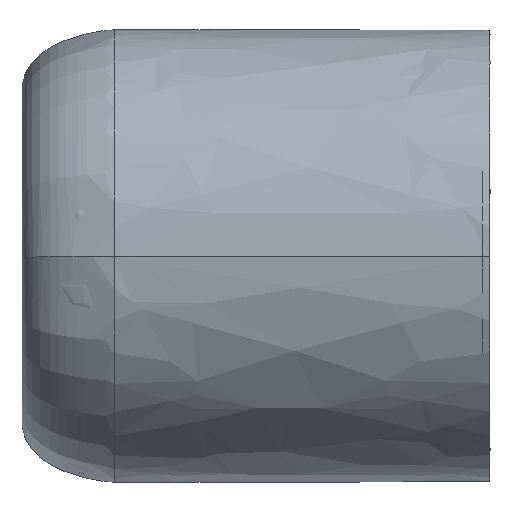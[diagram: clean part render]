
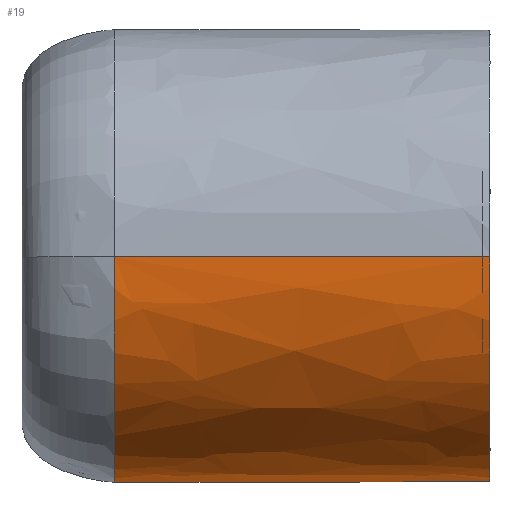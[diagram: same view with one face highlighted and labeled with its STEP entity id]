
A CAD part, top view. The second image highlights one B-rep face of the part: STEP entity #19.
In plain terms, the highlighted free-form (B-spline) face has degree [2, 3] with [5, 4] control points.
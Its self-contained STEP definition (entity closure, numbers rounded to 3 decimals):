
#19=ADVANCED_FACE('',(#47),#448,.T.);
#47=FACE_OUTER_BOUND('',#75,.T.);
#75=EDGE_LOOP('',(#109,#110,#111,#112,#113,#114));
#109=ORIENTED_EDGE('',*,*,#302,.T.);
#110=ORIENTED_EDGE('',*,*,#306,.T.);
#111=ORIENTED_EDGE('',*,*,#303,.T.);
#112=ORIENTED_EDGE('',*,*,#260,.F.);
#113=ORIENTED_EDGE('',*,*,#258,.F.);
#114=ORIENTED_EDGE('',*,*,#259,.T.);
#258=EDGE_CURVE('',#406,#405,#360,.T.);
#259=EDGE_CURVE('',#406,#427,#361,.T.);
#260=EDGE_CURVE('',#405,#430,#362,.T.);
#302=EDGE_CURVE('',#427,#428,#384,.T.);
#303=EDGE_CURVE('',#429,#430,#385,.T.);
#306=EDGE_CURVE('',#428,#429,#344,.T.);
#344=B_SPLINE_CURVE_WITH_KNOTS('',3,(#3916,#3917,#3918,#3919,#3920,#3921,
#3922,#3923,#3924,#3925,#3926,#3927,#3928,#3929,#3930,#3931,#3932,#3933,
#3934,#3935,#3936,#3937,#3938,#3939,#3940,#3941,#3942,#3943,#3944,#3945,
#3946,#3947,#3948,#3949,#3950,#3951,#3952,#3953,#3954,#3955,#3956,#3957,
#3958),.UNSPECIFIED.,.F.,.F.,(4,2,2,2,2,2,2,2,2,2,3,2,2,2,2,2,2,2,2,2,4),
(1.354,18.25,35.133,51.973,60.387,
68.801,85.608,102.421,119.296,127.728,
136.162,144.594,153.024,169.894,186.702,
203.504,211.914,220.325,237.158,254.033,
270.921),.UNSPECIFIED.);
#360=(
BOUNDED_CURVE()
B_SPLINE_CURVE(3,(#3219,#3220,#3221,#3222),.UNSPECIFIED.,.F.,.F.)
B_SPLINE_CURVE_WITH_KNOTS((4,4),(-1634.04,-1629.237),
 .UNSPECIFIED.)
CURVE()
GEOMETRIC_REPRESENTATION_ITEM()
RATIONAL_B_SPLINE_CURVE((1.,1.,1.,1.))
REPRESENTATION_ITEM('')
);
#361=(
BOUNDED_CURVE()
B_SPLINE_CURVE(2,(#3223,#3224,#3225,#3226,#3227),.UNSPECIFIED.,.F.,.F.)
B_SPLINE_CURVE_WITH_KNOTS((3,2,3),(0.,226.79,453.58),
 .UNSPECIFIED.)
CURVE()
GEOMETRIC_REPRESENTATION_ITEM()
RATIONAL_B_SPLINE_CURVE((1.,0.707,1.,0.707,1.))
REPRESENTATION_ITEM('')
);
#362=(
BOUNDED_CURVE()
B_SPLINE_CURVE(2,(#3228,#3229,#3230,#3231,#3232),.UNSPECIFIED.,.F.,.F.)
B_SPLINE_CURVE_WITH_KNOTS((3,2,3),(0.,226.79,453.58),
 .UNSPECIFIED.)
CURVE()
GEOMETRIC_REPRESENTATION_ITEM()
RATIONAL_B_SPLINE_CURVE((1.,0.707,1.,0.707,1.))
REPRESENTATION_ITEM('')
);
#384=(
BOUNDED_CURVE()
B_SPLINE_CURVE(3,(#3899,#3900,#3901,#3902),.UNSPECIFIED.,.F.,.F.)
B_SPLINE_CURVE_WITH_KNOTS((4,4),(-1634.04,-1633.772),
 .UNSPECIFIED.)
CURVE()
GEOMETRIC_REPRESENTATION_ITEM()
RATIONAL_B_SPLINE_CURVE((1.,1.,1.,1.))
REPRESENTATION_ITEM('')
);
#385=(
BOUNDED_CURVE()
B_SPLINE_CURVE(3,(#3903,#3904,#3905,#3906),.UNSPECIFIED.,.F.,.F.)
B_SPLINE_CURVE_WITH_KNOTS((4,4),(-1630.391,-1629.237),
 .UNSPECIFIED.)
CURVE()
GEOMETRIC_REPRESENTATION_ITEM()
RATIONAL_B_SPLINE_CURVE((1.,1.,1.,1.))
REPRESENTATION_ITEM('')
);
#405=VERTEX_POINT('',#3017);
#406=VERTEX_POINT('',#3018);
#427=VERTEX_POINT('',#3039);
#428=VERTEX_POINT('',#3040);
#429=VERTEX_POINT('',#3041);
#430=VERTEX_POINT('',#3042);
#448=(
BOUNDED_SURFACE()
B_SPLINE_SURFACE(2,3,((#892,#893,#894,#895),(#896,#897,#898,#899),(#900,
#901,#902,#903),(#904,#905,#906,#907),(#908,#909,#910,#911)),
 .UNSPECIFIED.,.F.,.F.,.F.)
B_SPLINE_SURFACE_WITH_KNOTS((3,2,3),(4,4),(0.,226.79,453.58),
(-1634.04,-1629.237),.UNSPECIFIED.)
GEOMETRIC_REPRESENTATION_ITEM()
RATIONAL_B_SPLINE_SURFACE(((1.,1.,1.,1.),(0.707,0.707,
0.707,0.707),(1.,1.,1.,1.),(0.707,0.707,
0.707,0.707),(1.,1.,1.,1.)))
REPRESENTATION_ITEM('')
SURFACE()
);
#892=CARTESIAN_POINT('',(1235.221,10.706,172.918));
#893=CARTESIAN_POINT('',(1315.299,10.706,172.797));
#894=CARTESIAN_POINT('',(1395.376,10.705,172.676));
#895=CARTESIAN_POINT('',(1475.454,10.705,172.555));
#896=CARTESIAN_POINT('',(1235.221,-133.97,172.107));
#897=CARTESIAN_POINT('',(1315.299,-133.849,171.986));
#898=CARTESIAN_POINT('',(1395.376,-133.729,171.865));
#899=CARTESIAN_POINT('',(1475.454,-133.608,171.744));
#900=CARTESIAN_POINT('',(1235.221,-133.16,27.432));
#901=CARTESIAN_POINT('',(1315.299,-133.039,27.432));
#902=CARTESIAN_POINT('',(1395.376,-132.918,27.431));
#903=CARTESIAN_POINT('',(1475.454,-132.797,27.431));
#904=CARTESIAN_POINT('',(1235.221,-132.349,-117.244));
#905=CARTESIAN_POINT('',(1315.299,-132.228,-117.123));
#906=CARTESIAN_POINT('',(1395.376,-132.107,-117.003));
#907=CARTESIAN_POINT('',(1475.454,-131.986,-116.882));
#908=CARTESIAN_POINT('',(1235.221,12.326,-116.434));
#909=CARTESIAN_POINT('',(1315.299,12.327,-116.313));
#910=CARTESIAN_POINT('',(1395.376,12.327,-116.192));
#911=CARTESIAN_POINT('',(1475.454,12.327,-116.071));
#3017=CARTESIAN_POINT('',(1475.454,10.705,172.555));
#3018=CARTESIAN_POINT('',(1235.221,10.706,172.918));
#3039=CARTESIAN_POINT('',(1235.221,12.326,-116.434));
#3040=CARTESIAN_POINT('',(1248.611,12.326,-116.413));
#3041=CARTESIAN_POINT('',(1417.748,12.327,-116.158));
#3042=CARTESIAN_POINT('',(1475.454,12.327,-116.071));
#3219=CARTESIAN_POINT('',(1235.221,10.706,172.918));
#3220=CARTESIAN_POINT('',(1315.299,10.706,172.797));
#3221=CARTESIAN_POINT('',(1395.376,10.705,172.676));
#3222=CARTESIAN_POINT('',(1475.454,10.705,172.555));
#3223=CARTESIAN_POINT('',(1235.221,10.706,172.918));
#3224=CARTESIAN_POINT('',(1235.221,-133.97,172.107));
#3225=CARTESIAN_POINT('',(1235.221,-133.16,27.432));
#3226=CARTESIAN_POINT('',(1235.221,-132.349,-117.244));
#3227=CARTESIAN_POINT('',(1235.221,12.326,-116.434));
#3228=CARTESIAN_POINT('',(1475.454,10.705,172.555));
#3229=CARTESIAN_POINT('',(1475.454,-133.608,171.744));
#3230=CARTESIAN_POINT('',(1475.454,-132.797,27.431));
#3231=CARTESIAN_POINT('',(1475.454,-131.986,-116.882));
#3232=CARTESIAN_POINT('',(1475.454,12.327,-116.071));
#3899=CARTESIAN_POINT('',(1235.221,12.326,-116.434));
#3900=CARTESIAN_POINT('',(1239.684,12.326,-116.427));
#3901=CARTESIAN_POINT('',(1244.148,12.326,-116.42));
#3902=CARTESIAN_POINT('',(1248.611,12.326,-116.413));
#3903=CARTESIAN_POINT('',(1417.748,12.327,-116.158));
#3904=CARTESIAN_POINT('',(1436.983,12.327,-116.129));
#3905=CARTESIAN_POINT('',(1456.218,12.327,-116.1));
#3906=CARTESIAN_POINT('',(1475.454,12.327,-116.071));
#3916=CARTESIAN_POINT('',(1248.611,12.326,-116.413));
#3917=CARTESIAN_POINT('',(1248.701,6.697,-116.445));
#3918=CARTESIAN_POINT('',(1249.352,1.114,-116.145));
#3919=CARTESIAN_POINT('',(1251.738,-9.818,-114.935));
#3920=CARTESIAN_POINT('',(1253.458,-15.103,-114.032));
#3921=CARTESIAN_POINT('',(1257.858,-25.186,-111.763));
#3922=CARTESIAN_POINT('',(1260.522,-29.951,-110.405));
#3923=CARTESIAN_POINT('',(1265.129,-36.62,-108.166));
#3924=CARTESIAN_POINT('',(1266.766,-38.761,-107.386));
#3925=CARTESIAN_POINT('',(1270.226,-42.868,-105.787));
#3926=CARTESIAN_POINT('',(1272.05,-44.834,-104.966));
#3927=CARTESIAN_POINT('',(1277.778,-50.452,-102.486));
#3928=CARTESIAN_POINT('',(1281.949,-53.832,-100.802));
#3929=CARTESIAN_POINT('',(1290.89,-59.764,-97.607));
#3930=CARTESIAN_POINT('',(1295.668,-62.321,-96.094));
#3931=CARTESIAN_POINT('',(1305.746,-66.513,-93.489));
#3932=CARTESIAN_POINT('',(1311.029,-68.137,-92.406));
#3933=CARTESIAN_POINT('',(1319.223,-69.786,-91.28));
#3934=CARTESIAN_POINT('',(1321.985,-70.202,-90.99));
#3935=CARTESIAN_POINT('',(1327.565,-70.759,-90.596));
#3936=CARTESIAN_POINT('',(1330.368,-70.899,-90.493));
#3937=CARTESIAN_POINT('',(1333.179,-70.899,-90.488));
#3938=CARTESIAN_POINT('',(1335.989,-70.899,-90.483));
#3939=CARTESIAN_POINT('',(1338.792,-70.759,-90.575));
#3940=CARTESIAN_POINT('',(1344.371,-70.202,-90.949));
#3941=CARTESIAN_POINT('',(1347.134,-69.786,-91.229));
#3942=CARTESIAN_POINT('',(1355.33,-68.137,-92.325));
#3943=CARTESIAN_POINT('',(1360.614,-66.512,-93.391));
#3944=CARTESIAN_POINT('',(1370.696,-62.318,-95.964));
#3945=CARTESIAN_POINT('',(1375.476,-59.76,-97.463));
#3946=CARTESIAN_POINT('',(1384.419,-53.824,-100.632));
#3947=CARTESIAN_POINT('',(1388.591,-50.443,-102.305));
#3948=CARTESIAN_POINT('',(1394.32,-44.823,-104.771));
#3949=CARTESIAN_POINT('',(1396.143,-42.856,-105.587));
#3950=CARTESIAN_POINT('',(1399.603,-38.748,-107.177));
#3951=CARTESIAN_POINT('',(1401.239,-36.607,-107.953));
#3952=CARTESIAN_POINT('',(1405.845,-29.938,-110.181));
#3953=CARTESIAN_POINT('',(1408.507,-25.173,-111.532));
#3954=CARTESIAN_POINT('',(1412.904,-15.092,-113.79));
#3955=CARTESIAN_POINT('',(1414.624,-9.808,-114.688));
#3956=CARTESIAN_POINT('',(1417.007,1.12,-115.892));
#3957=CARTESIAN_POINT('',(1417.657,6.7,-116.19));
#3958=CARTESIAN_POINT('',(1417.748,12.327,-116.158));
